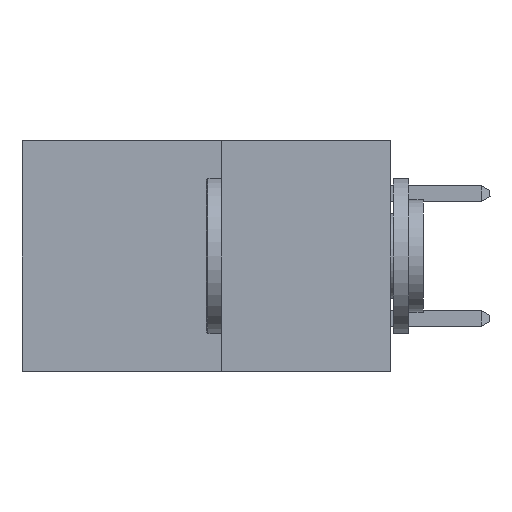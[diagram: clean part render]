
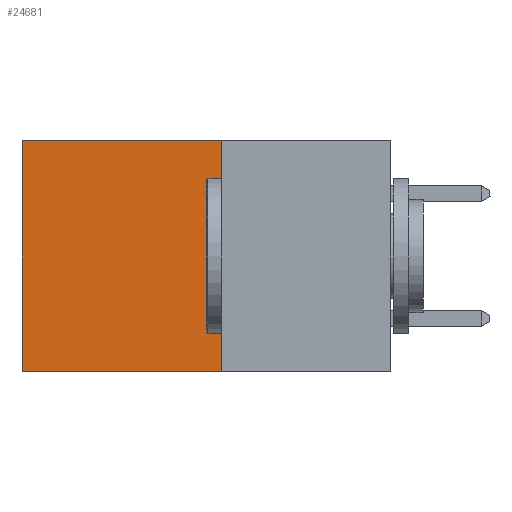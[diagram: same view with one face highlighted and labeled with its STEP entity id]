
A CAD part, left-side view. The second image highlights one B-rep face of the part: STEP entity #24681.
In plain terms, the highlighted planar face has unit normal (-1, 0, 0).
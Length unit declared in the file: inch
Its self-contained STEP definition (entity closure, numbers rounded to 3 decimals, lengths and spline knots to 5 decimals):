
#122 = LINE ( 'NONE', #14672, #17636 ) ;
#580 = ORIENTED_EDGE ( 'NONE', *, *, #21837, .F. ) ;
#989 = LINE ( 'NONE', #22197, #17825 ) ;
#1127 = ORIENTED_EDGE ( 'NONE', *, *, #19678, .T. ) ;
#1179 = DIRECTION ( 'NONE',  ( 0., 0., -1. ) ) ;
#1979 = EDGE_LOOP ( 'NONE', ( #25191, #26306, #580, #1127 ) ) ;
#2081 = VECTOR ( 'NONE', #4415, 39.37008 ) ;
#2753 = LINE ( 'NONE', #23319, #2081 ) ;
#4415 = DIRECTION ( 'NONE',  ( 0., 0., -1. ) ) ;
#4799 = DIRECTION ( 'NONE',  ( 1., 0., 0. ) ) ;
#5002 = VERTEX_POINT ( 'NONE', #24385 ) ;
#5731 = EDGE_CURVE ( 'NONE', #5002, #9166, #122, .T. ) ;
#8329 = VECTOR ( 'NONE', #8574, 39.37008 ) ;
#8574 = DIRECTION ( 'NONE',  ( 0., 1., 0. ) ) ;
#9166 = VERTEX_POINT ( 'NONE', #10202 ) ;
#10202 = CARTESIAN_POINT ( 'NONE',  ( 0.277, 0.59, -0.37 ) ) ;
#10846 = FACE_OUTER_BOUND ( 'NONE', #1979, .T. ) ;
#14667 = DIRECTION ( 'NONE',  ( 0., 1., 0. ) ) ;
#14672 = CARTESIAN_POINT ( 'NONE',  ( 0.277, 0.27, -0.37 ) ) ;
#15394 = EDGE_CURVE ( 'NONE', #17344, #9166, #989, .T. ) ;
#15413 = AXIS2_PLACEMENT_3D ( 'NONE', #17546, #4799, #19631 ) ;
#17344 = VERTEX_POINT ( 'NONE', #26372 ) ;
#17546 = CARTESIAN_POINT ( 'NONE',  ( 0.277, 0.27, -0.37 ) ) ;
#17636 = VECTOR ( 'NONE', #14667, 39.37008 ) ;
#17825 = VECTOR ( 'NONE', #1179, 39.37008 ) ;
#19631 = DIRECTION ( 'NONE',  ( 0., 0., -1. ) ) ;
#19678 = EDGE_CURVE ( 'NONE', #20293, #17344, #23756, .T. ) ;
#20293 = VERTEX_POINT ( 'NONE', #22860 ) ;
#21837 = EDGE_CURVE ( 'NONE', #20293, #5002, #2753, .T. ) ;
#22197 = CARTESIAN_POINT ( 'NONE',  ( 0.277, 0.59, -0.37 ) ) ;
#22860 = CARTESIAN_POINT ( 'NONE',  ( 0.277, 0.27, 0. ) ) ;
#23319 = CARTESIAN_POINT ( 'NONE',  ( 0.277, 0.27, -0.37 ) ) ;
#23756 = LINE ( 'NONE', #25296, #8329 ) ;
#24385 = CARTESIAN_POINT ( 'NONE',  ( 0.277, 0.27, -0.37 ) ) ;
#24681 = ADVANCED_FACE ( 'NONE', ( #10846 ), #25708, .F. ) ;
#25191 = ORIENTED_EDGE ( 'NONE', *, *, #15394, .T. ) ;
#25296 = CARTESIAN_POINT ( 'NONE',  ( 0.277, 0.27, 0. ) ) ;
#25708 = PLANE ( 'NONE',  #15413 ) ;
#26306 = ORIENTED_EDGE ( 'NONE', *, *, #5731, .F. ) ;
#26372 = CARTESIAN_POINT ( 'NONE',  ( 0.277, 0.59, 0. ) ) ;
